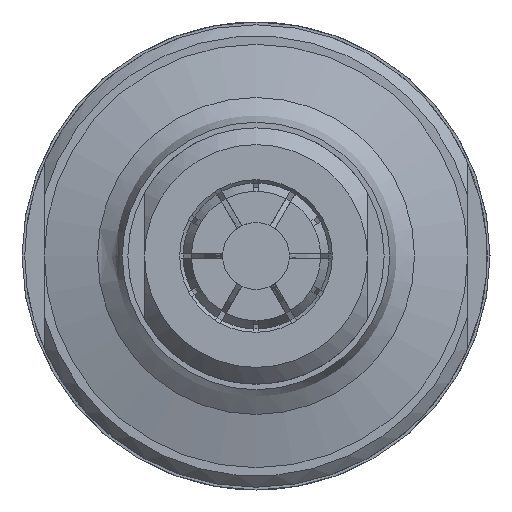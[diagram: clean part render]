
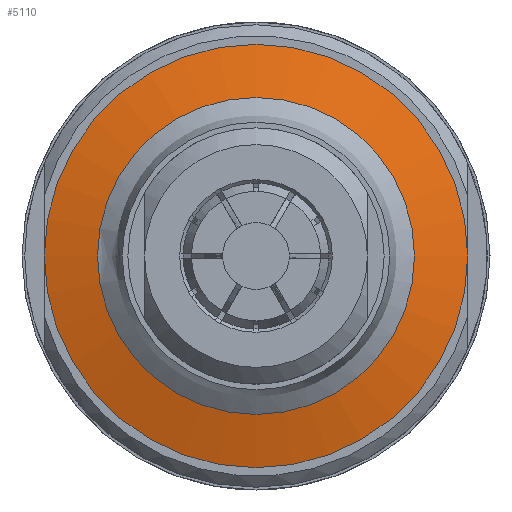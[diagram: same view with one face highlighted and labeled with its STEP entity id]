
A CAD part, left-side view. The second image highlights one B-rep face of the part: STEP entity #5110.
In plain terms, the highlighted conical face has half-angle 75 degrees and reference radius 16.612 mm.
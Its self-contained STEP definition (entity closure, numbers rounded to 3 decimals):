
#5076=CARTESIAN_POINT('',(-122.48,14.224,0.));
#5077=VERTEX_POINT('',#5076);
#5078=CARTESIAN_POINT('',(-122.48,0.,0.));
#5079=DIRECTION('',(1.0,0.0,0.0));
#5080=DIRECTION('',(0.0,1.0,0.0));
#5081=AXIS2_PLACEMENT_3D('',#5078,#5079,#5080);
#5082=CIRCLE('',#5081,14.224);
#5083=EDGE_CURVE('',#5077,#5077,#5082,.T.);
#5091=CARTESIAN_POINT('',(-121.84,0.,0.));
#5092=DIRECTION('',(1.0,0.,0.));
#5093=DIRECTION('',(0.0,1.0,0.0));
#5094=AXIS2_PLACEMENT_3D('',#5091,#5092,#5093);
#5095=CONICAL_SURFACE('',#5094,16.612,75.);
#5096=CARTESIAN_POINT('',(-121.2,19.,0.));
#5097=VERTEX_POINT('',#5096);
#5098=CARTESIAN_POINT('',(-121.2,0.,0.));
#5099=DIRECTION('',(1.0,0.0,0.0));
#5100=DIRECTION('',(0.0,1.0,0.0));
#5101=AXIS2_PLACEMENT_3D('',#5098,#5099,#5100);
#5102=CIRCLE('',#5101,19.0);
#5103=EDGE_CURVE('',#5097,#5097,#5102,.T.);
#5104=ORIENTED_EDGE('',*,*,#5103,.F.);
#5105=EDGE_LOOP('',(#5104));
#5106=FACE_OUTER_BOUND('',#5105,.T.);
#5107=ORIENTED_EDGE('',*,*,#5083,.T.);
#5108=EDGE_LOOP('',(#5107));
#5109=FACE_BOUND('',#5108,.T.);
#5110=ADVANCED_FACE('',(#5106,#5109),#5095,.T.);
